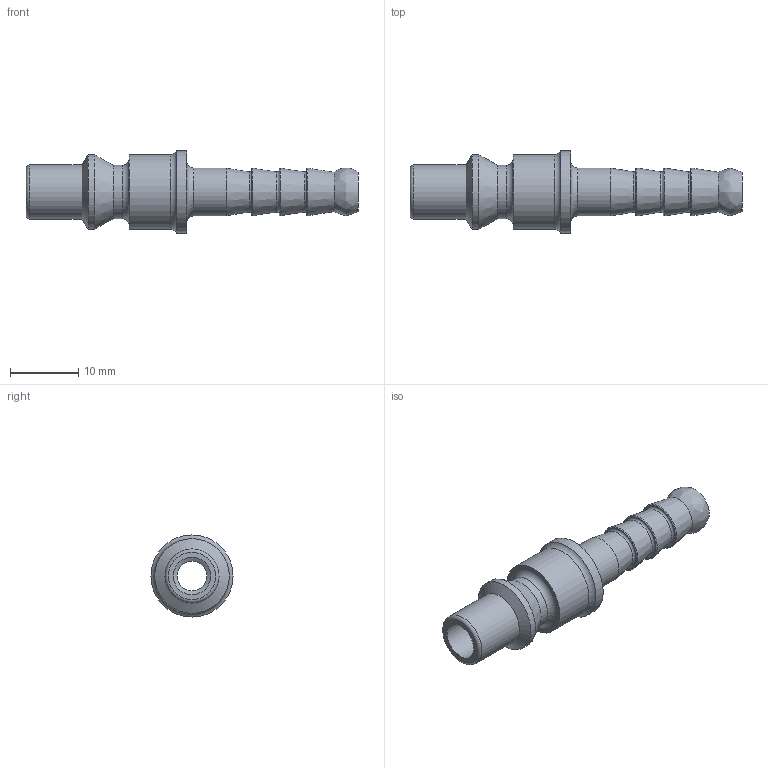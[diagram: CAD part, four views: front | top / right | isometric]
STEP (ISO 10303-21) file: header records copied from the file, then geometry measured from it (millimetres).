
FILE_DESCRIPTION(/* description */ (''),/* implementation_level */ '2;1');
FILE_NAME(/* name */ '22sftf06sxn.stp',/* time_stamp */ '2021-06-21T12:46:10+02:00',/* author */ ('IA176480'),/* organization */ (''),/* preprocessor_version */ 'ST-DEVELOPER v17.2',/* originating_system */ 'Autodesk Inventor 2019',/* authorisation */ '');
FILE_SCHEMA (('CONFIG_CONTROL_DESIGN'));
Length unit declared in the file: millimetre
Products named in the file (1): 22SFTF06SXN
Bounding box: 48.5 x 12 x 12 mm (x, y, z)
Volume: 1637.8 mm3; surface area: 2160.9 mm2
Topology: 1 solids, 1 shells, 33 faces, 101 edges, 75 vertices
Faces by surface type: torus 10, cylinder 8, plane 7, cone 7, bspline 1
Full cylindrical faces by diameter (mm): 4.3 x1, 5.5 x1, 7 x1, 7.8 x1, 7.9 x1, 10.9 x2, 12 x1
Entity records: 1292 total; most frequent: DIRECTION 253, CARTESIAN_POINT 236, ORIENTED_EDGE 202, AXIS2_PLACEMENT_3D 119, EDGE_CURVE 101, CIRCLE 86, VERTEX_POINT 75, EDGE_LOOP 40
